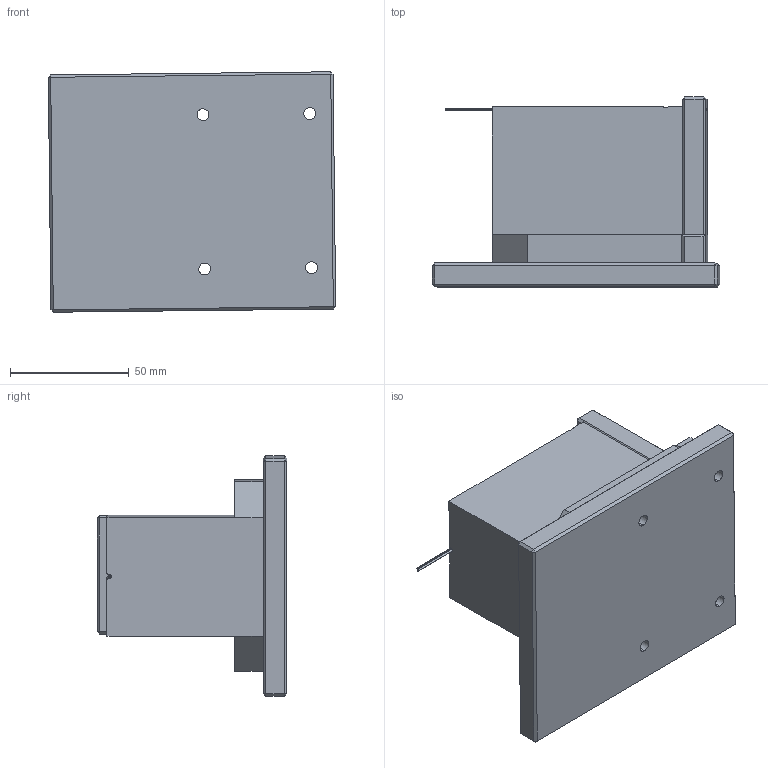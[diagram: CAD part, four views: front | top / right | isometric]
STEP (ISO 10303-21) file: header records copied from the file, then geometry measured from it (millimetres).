
FILE_DESCRIPTION (( 'STEP AP214' ), '1' );
FILE_NAME ('注液腔切孔工装.STEP', '2021-08-13T07:45:59', ( '' ), ( '' ), 'SwSTEP 2.0', 'SolidWorks 2021', '' );
FILE_SCHEMA (( 'AUTOMOTIVE_DESIGN' ));
Length unit declared in the file: millimetre
Products named in the file (6): 蛁珘Уз謂0.35盓傅佪; 蛁珘Уз謂0.89盓傅佪; 蛁珘Уз謂馱蚾; 蛁珘У菁釱; 蛁珘Уз謂衵耜啣; 蛁珘У酘耜啣
Assembly tree (5 placements, depth 2):
  蛁珘Уз謂馱蚾
    蛁珘У酘耜啣
    蛁珘Уз謂衵耜啣
    蛁珘Уз謂0.35盓傅佪
    蛁珘Уз謂0.89盓傅佪
    蛁珘У菁釱
Bounding box: 121.08 x 80 x 101.3 mm (x, y, z)
Volume: 442994.8 mm3; surface area: 70426.6 mm2
Topology: 5 solids, 5 shells, 636 faces, 1761 edges, 1160 vertices
Faces by surface type: plane 434, bspline 170, cylinder 32
Entity records: 26797 total; most frequent: CARTESIAN_POINT 11299, ORIENTED_EDGE 3522, DIRECTION 2429, EDGE_CURVE 1761, LINE 1353, VECTOR 1353, VERTEX_POINT 1160, EDGE_LOOP 681
